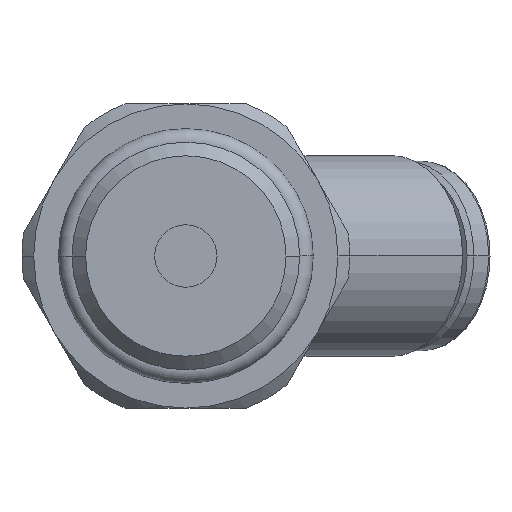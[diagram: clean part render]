
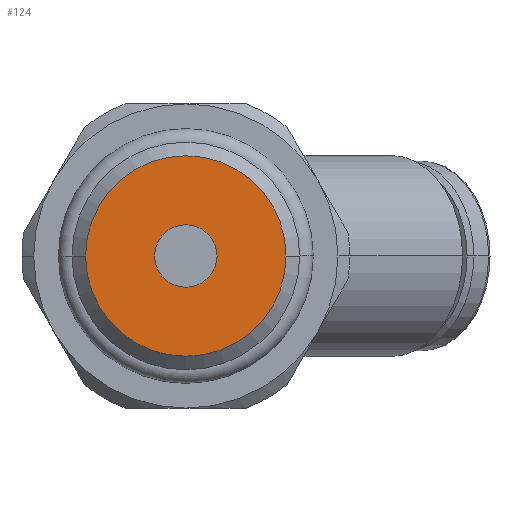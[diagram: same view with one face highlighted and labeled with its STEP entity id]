
A CAD part, front view. The second image highlights one B-rep face of the part: STEP entity #124.
In plain terms, the highlighted planar face has unit normal (0, -1, 0).
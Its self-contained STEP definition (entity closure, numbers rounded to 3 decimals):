
#124=ADVANCED_FACE('',(#289,#290),#291,.T.);
#289=FACE_BOUND('',#455,.T.);
#290=FACE_OUTER_BOUND('',#456,.T.);
#291=PLANE('',#457);
#455=EDGE_LOOP('',(#1052,#1053));
#456=EDGE_LOOP('',(#1054,#1055));
#457=AXIS2_PLACEMENT_3D('',#1056,#1057,#1058);
#1052=ORIENTED_EDGE('',*,*,#1146,.T.);
#1053=ORIENTED_EDGE('',*,*,#1166,.T.);
#1054=ORIENTED_EDGE('',*,*,#1070,.F.);
#1055=ORIENTED_EDGE('',*,*,#1238,.F.);
#1056=CARTESIAN_POINT('',(2.142,-4.5,0.0));
#1057=DIRECTION('',(-0.0,-1.0,-0.0));
#1058=DIRECTION('',(-1.0,0.0,0.0));
#1070=EDGE_CURVE('',#1259,#1261,#1262,.T.);
#1146=EDGE_CURVE('',#1396,#1400,#1402,.T.);
#1166=EDGE_CURVE('',#1400,#1396,#1432,.T.);
#1238=EDGE_CURVE('',#1261,#1259,#1533,.T.);
#1259=VERTEX_POINT('',#1560);
#1261=VERTEX_POINT('',#1563);
#1262=CIRCLE('',#1564,4.283);
#1396=VERTEX_POINT('',#1767);
#1400=VERTEX_POINT('',#1772);
#1402=CIRCLE('',#1775,1.333);
#1432=CIRCLE('',#1807,1.333);
#1533=CIRCLE('',#2138,4.283);
#1560=CARTESIAN_POINT('',(4.283,-4.5,0.0));
#1563=CARTESIAN_POINT('',(-4.283,-4.5,0.));
#1564=AXIS2_PLACEMENT_3D('',#2160,#2161,#2162);
#1767=CARTESIAN_POINT('',(1.333,-4.5,0.0));
#1772=CARTESIAN_POINT('',(-1.333,-4.5,0.));
#1775=AXIS2_PLACEMENT_3D('',#2322,#2323,#2324);
#1807=AXIS2_PLACEMENT_3D('',#2378,#2379,#2380);
#2138=AXIS2_PLACEMENT_3D('',#2514,#2515,#2516);
#2160=CARTESIAN_POINT('',(0.0,-4.5,0.0));
#2161=DIRECTION('',(-0.0,1.0,0.0));
#2162=DIRECTION('',(1.0,0.0,0.0));
#2322=CARTESIAN_POINT('',(0.0,-4.5,0.0));
#2323=DIRECTION('',(-0.0,1.0,0.0));
#2324=DIRECTION('',(1.0,0.0,0.0));
#2378=CARTESIAN_POINT('',(0.0,-4.5,0.0));
#2379=DIRECTION('',(-0.0,1.0,0.0));
#2380=DIRECTION('',(1.0,0.0,0.0));
#2514=CARTESIAN_POINT('',(0.0,-4.5,0.0));
#2515=DIRECTION('',(-0.0,1.0,0.0));
#2516=DIRECTION('',(1.0,0.0,0.0));
